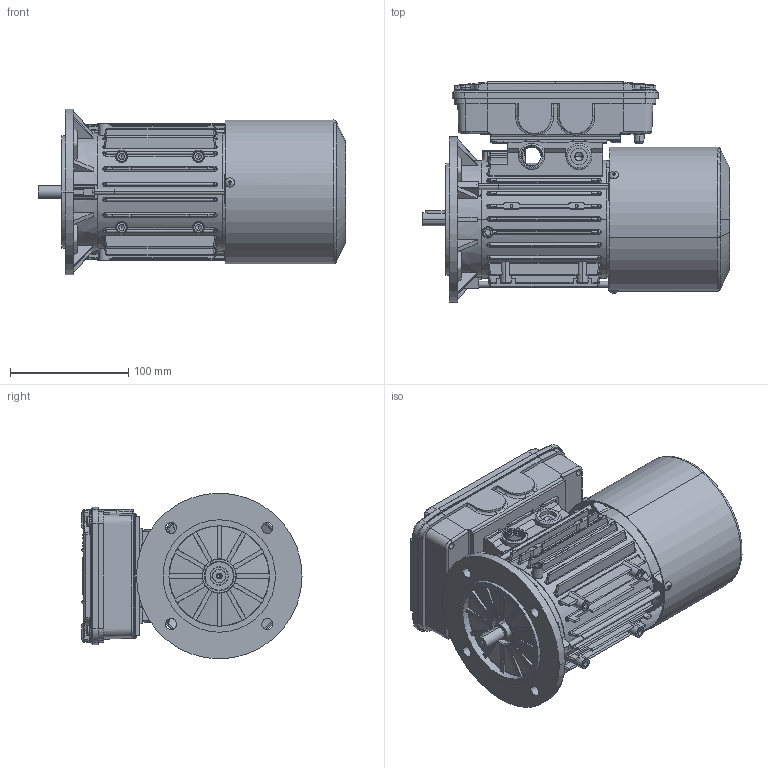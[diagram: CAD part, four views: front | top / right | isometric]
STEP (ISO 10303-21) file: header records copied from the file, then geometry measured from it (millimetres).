
FILE_DESCRIPTION (( 'STEP AP214' ), '1' );
FILE_NAME ('18HZ.STEP', '2024-04-23T23:02:52', ( '' ), ( '' ), 'SwSTEP 2.0', 'SolidWorks 2021', '' );
FILE_SCHEMA (( 'AUTOMOTIVE_DESIGN' ));
Length unit declared in the file: inch
Products named in the file (1): 18HZ
Bounding box: 260 x 186 x 140 mm (x, y, z)
Volume: 715868.2 mm3; surface area: 467950.3 mm2
Topology: 28 solids, 36 shells, 4146 faces, 11191 edges, 7115 vertices
Faces by surface type: plane 1489, cylinder 1278, bspline 512, torus 403, cone 358, sphere 106
Entity records: 169072 total; most frequent: CARTESIAN_POINT 71252, ORIENTED_EDGE 21948, DIRECTION 18308, EDGE_CURVE 10974, VERTEX_POINT 7043, AXIS2_PLACEMENT_3D 6872, VECTOR 4564, LINE 4564
